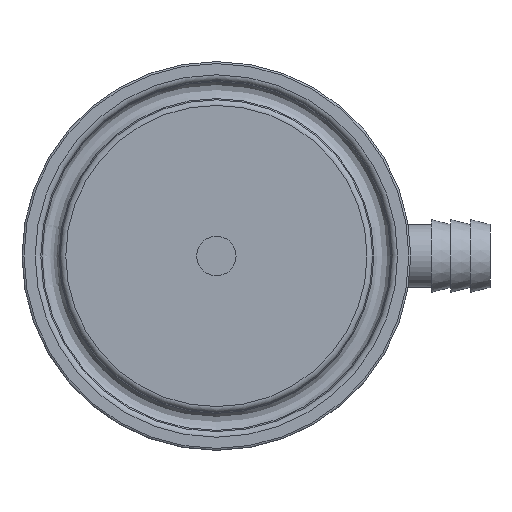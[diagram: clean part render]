
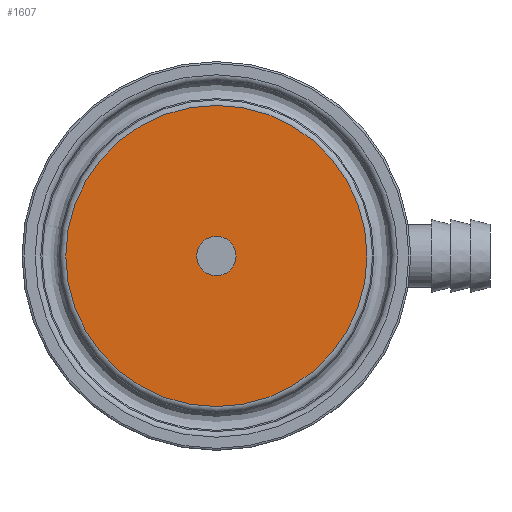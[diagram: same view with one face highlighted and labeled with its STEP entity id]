
A CAD part, front view. The second image highlights one B-rep face of the part: STEP entity #1607.
In plain terms, the highlighted planar face has unit normal (0, -1, 0).
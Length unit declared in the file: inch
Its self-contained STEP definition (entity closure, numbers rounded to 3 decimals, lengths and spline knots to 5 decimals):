
#1556=CARTESIAN_POINT('',(-0.76706,-1.0985,0.));
#1557=VERTEX_POINT('',#1556);
#1558=CARTESIAN_POINT('',(0.,-1.0985,0.));
#1559=DIRECTION('',(0.0,1.0,0.0));
#1560=DIRECTION('',(1.0,0.0,0.0));
#1561=AXIS2_PLACEMENT_3D('',#1558,#1559,#1560);
#1562=CIRCLE('',#1561,0.76706);
#1563=EDGE_CURVE('',#1557,#1557,#1562,.T.);
#1588=CARTESIAN_POINT('',(-0.44379,-1.0985,0.));
#1589=DIRECTION('',(0.0,-1.0,0.0));
#1590=DIRECTION('',(0.0,0.0,1.0));
#1591=AXIS2_PLACEMENT_3D('',#1588,#1589,#1590);
#1592=PLANE('',#1591);
#1593=ORIENTED_EDGE('',*,*,#1563,.F.);
#1594=EDGE_LOOP('',(#1593));
#1595=FACE_OUTER_BOUND('',#1594,.T.);
#1596=CARTESIAN_POINT('',(-0.1,-1.0985,0.));
#1597=VERTEX_POINT('',#1596);
#1598=CARTESIAN_POINT('',(0.,-1.0985,0.));
#1599=DIRECTION('',(0.0,-1.0,0.0));
#1600=DIRECTION('',(-1.0,0.0,0.0));
#1601=AXIS2_PLACEMENT_3D('',#1598,#1599,#1600);
#1602=CIRCLE('',#1601,0.1);
#1603=EDGE_CURVE('',#1597,#1597,#1602,.T.);
#1604=ORIENTED_EDGE('',*,*,#1603,.F.);
#1605=EDGE_LOOP('',(#1604));
#1606=FACE_BOUND('',#1605,.T.);
#1607=ADVANCED_FACE('',(#1595,#1606),#1592,.T.);
